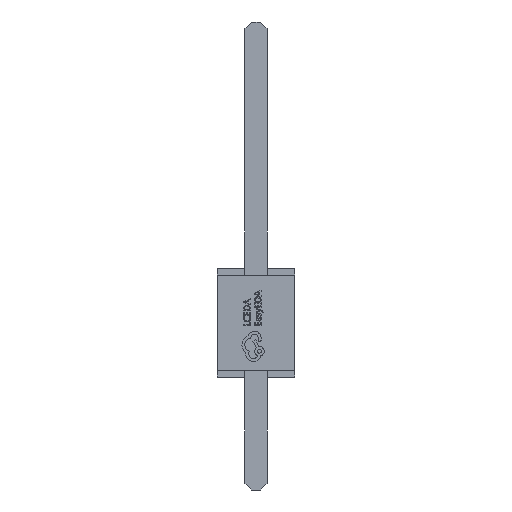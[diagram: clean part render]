
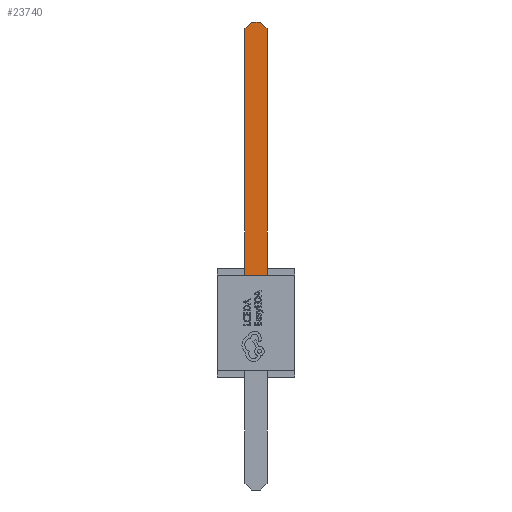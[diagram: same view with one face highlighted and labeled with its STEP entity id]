
A CAD part, left-side view. The second image highlights one B-rep face of the part: STEP entity #23740.
In plain terms, the highlighted planar face has unit normal (-1, 0, 0).
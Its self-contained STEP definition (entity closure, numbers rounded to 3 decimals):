
#79 = DIRECTION ( 'NONE',  ( 0., 1., 0. ) ) ;
#736 = CARTESIAN_POINT ( 'NONE',  ( -19.385, 0.335, -3.23 ) ) ;
#1387 = DIRECTION ( 'NONE',  ( 0., 0.707, 0.707 ) ) ;
#1658 = LINE ( 'NONE', #25868, #8360 ) ;
#1764 = CARTESIAN_POINT ( 'NONE',  ( -19.385, 0.135, 10.79 ) ) ;
#3263 = CARTESIAN_POINT ( 'NONE',  ( -19.385, 0.335, 10.59 ) ) ;
#3952 = EDGE_CURVE ( 'NONE', #25229, #11700, #11978, .T. ) ;
#4440 = FACE_OUTER_BOUND ( 'NONE', #22109, .T. ) ;
#4538 = CARTESIAN_POINT ( 'NONE',  ( -19.385, 0.335, 10.59 ) ) ;
#4609 = EDGE_CURVE ( 'NONE', #15919, #25229, #8490, .T. ) ;
#4732 = EDGE_CURVE ( 'NONE', #11700, #11368, #7264, .T. ) ;
#4736 = CARTESIAN_POINT ( 'NONE',  ( -19.385, -0.335, 10.59 ) ) ;
#5302 = EDGE_CURVE ( 'NONE', #8690, #18825, #9923, .T. ) ;
#6330 = DIRECTION ( 'NONE',  ( 0., 0., -1. ) ) ;
#6421 = LINE ( 'NONE', #14545, #26114 ) ;
#6743 = VECTOR ( 'NONE', #13367, 1000. ) ;
#7264 = LINE ( 'NONE', #736, #9294 ) ;
#8360 = VECTOR ( 'NONE', #1387, 1000. ) ;
#8490 = LINE ( 'NONE', #22808, #21545 ) ;
#8579 = ORIENTED_EDGE ( 'NONE', *, *, #5302, .T. ) ;
#8690 = VERTEX_POINT ( 'NONE', #23343 ) ;
#9294 = VECTOR ( 'NONE', #24953, 1000. ) ;
#9923 = LINE ( 'NONE', #17987, #6743 ) ;
#10106 = PLANE ( 'NONE',  #10846 ) ;
#10846 = AXIS2_PLACEMENT_3D ( 'NONE', #22260, #20141, #6330 ) ;
#11368 = VERTEX_POINT ( 'NONE', #13816 ) ;
#11700 = VERTEX_POINT ( 'NONE', #4538 ) ;
#11978 = LINE ( 'NONE', #3263, #21506 ) ;
#13367 = DIRECTION ( 'NONE',  ( 0., 0., 1. ) ) ;
#13816 = CARTESIAN_POINT ( 'NONE',  ( -19.385, 0.335, 3.1 ) ) ;
#14545 = CARTESIAN_POINT ( 'NONE',  ( -19.385, 2.12, 3.1 ) ) ;
#14734 = ORIENTED_EDGE ( 'NONE', *, *, #22340, .T. ) ;
#15505 = DIRECTION ( 'NONE',  ( 0., 0.707, -0.707 ) ) ;
#15919 = VERTEX_POINT ( 'NONE', #24024 ) ;
#17987 = CARTESIAN_POINT ( 'NONE',  ( -19.385, -0.335, -3.23 ) ) ;
#18388 = DIRECTION ( 'NONE',  ( 0., -1., 0. ) ) ;
#18825 = VERTEX_POINT ( 'NONE', #4736 ) ;
#19154 = ORIENTED_EDGE ( 'NONE', *, *, #3952, .T. ) ;
#20141 = DIRECTION ( 'NONE',  ( 1., 0., 0. ) ) ;
#20765 = ORIENTED_EDGE ( 'NONE', *, *, #23976, .T. ) ;
#21506 = VECTOR ( 'NONE', #15505, 1000. ) ;
#21545 = VECTOR ( 'NONE', #79, 1000. ) ;
#22109 = EDGE_LOOP ( 'NONE', ( #23519, #14734, #8579, #20765, #24894, #19154 ) ) ;
#22260 = CARTESIAN_POINT ( 'NONE',  ( -19.385, 0., 0. ) ) ;
#22340 = EDGE_CURVE ( 'NONE', #11368, #8690, #6421, .T. ) ;
#22808 = CARTESIAN_POINT ( 'NONE',  ( -19.385, 0.135, 10.79 ) ) ;
#23343 = CARTESIAN_POINT ( 'NONE',  ( -19.385, -0.335, 3.1 ) ) ;
#23519 = ORIENTED_EDGE ( 'NONE', *, *, #4732, .T. ) ;
#23740 = ADVANCED_FACE ( 'NONE', ( #4440 ), #10106, .F. ) ;
#23976 = EDGE_CURVE ( 'NONE', #18825, #15919, #1658, .T. ) ;
#24024 = CARTESIAN_POINT ( 'NONE',  ( -19.385, -0.135, 10.79 ) ) ;
#24894 = ORIENTED_EDGE ( 'NONE', *, *, #4609, .T. ) ;
#24953 = DIRECTION ( 'NONE',  ( 0., 0., -1. ) ) ;
#25229 = VERTEX_POINT ( 'NONE', #1764 ) ;
#25868 = CARTESIAN_POINT ( 'NONE',  ( -19.385, -0.335, 10.59 ) ) ;
#26114 = VECTOR ( 'NONE', #18388, 1000. ) ;
